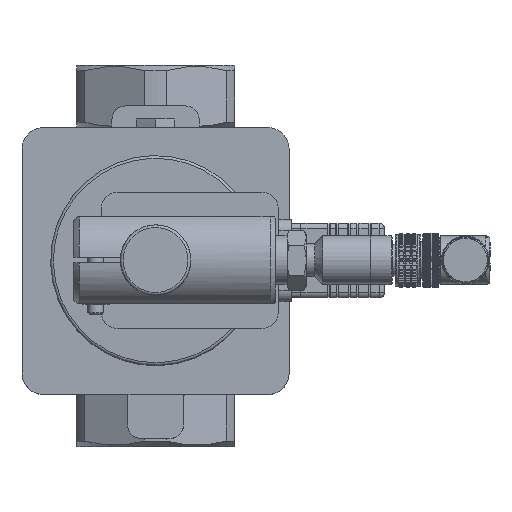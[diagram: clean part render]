
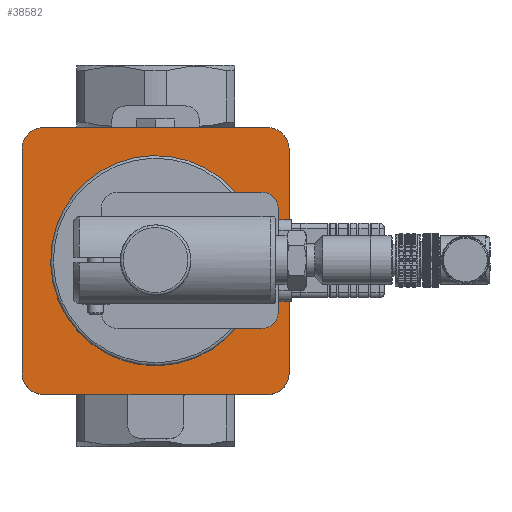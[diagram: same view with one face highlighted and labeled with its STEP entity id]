
A CAD part, top view. The second image highlights one B-rep face of the part: STEP entity #38582.
In plain terms, the highlighted planar face has unit normal (0, 0, 1).
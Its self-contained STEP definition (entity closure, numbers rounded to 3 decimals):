
#854=FACE_BOUND('',#7684,.T.);
#2887=PLANE('',#41933);
#5402=FACE_OUTER_BOUND('',#7683,.T.);
#7683=EDGE_LOOP('',(#33695,#33696,#33697,#33698,#33699,#33700,#33701,#33702));
#7684=EDGE_LOOP('',(#33703));
#9128=CIRCLE('',#41934,8.);
#9129=CIRCLE('',#41935,8.);
#9130=CIRCLE('',#41936,8.);
#9131=CIRCLE('',#41937,8.);
#9132=CIRCLE('',#41938,27.5);
#11724=LINE('',#87890,#14311);
#11725=LINE('',#87894,#14312);
#11726=LINE('',#87898,#14313);
#11727=LINE('',#87901,#14314);
#14311=VECTOR('',#51104,10.);
#14312=VECTOR('',#51107,10.);
#14313=VECTOR('',#51110,10.);
#14314=VECTOR('',#51113,10.);
#17733=VERTEX_POINT('',#87886);
#17734=VERTEX_POINT('',#87887);
#17735=VERTEX_POINT('',#87889);
#17736=VERTEX_POINT('',#87891);
#17737=VERTEX_POINT('',#87893);
#17738=VERTEX_POINT('',#87895);
#17739=VERTEX_POINT('',#87897);
#17740=VERTEX_POINT('',#87899);
#17741=VERTEX_POINT('',#87902);
#23076=EDGE_CURVE('',#17733,#17734,#9128,.T.);
#23077=EDGE_CURVE('',#17733,#17735,#11724,.T.);
#23078=EDGE_CURVE('',#17736,#17735,#9129,.T.);
#23079=EDGE_CURVE('',#17736,#17737,#11725,.T.);
#23080=EDGE_CURVE('',#17738,#17737,#9130,.T.);
#23081=EDGE_CURVE('',#17738,#17739,#11726,.T.);
#23082=EDGE_CURVE('',#17740,#17739,#9131,.T.);
#23083=EDGE_CURVE('',#17740,#17734,#11727,.T.);
#23084=EDGE_CURVE('',#17741,#17741,#9132,.T.);
#33695=ORIENTED_EDGE('',*,*,#23076,.F.);
#33696=ORIENTED_EDGE('',*,*,#23077,.T.);
#33697=ORIENTED_EDGE('',*,*,#23078,.F.);
#33698=ORIENTED_EDGE('',*,*,#23079,.T.);
#33699=ORIENTED_EDGE('',*,*,#23080,.F.);
#33700=ORIENTED_EDGE('',*,*,#23081,.T.);
#33701=ORIENTED_EDGE('',*,*,#23082,.F.);
#33702=ORIENTED_EDGE('',*,*,#23083,.T.);
#33703=ORIENTED_EDGE('',*,*,#23084,.F.);
#38582=ADVANCED_FACE('',(#5402,#854),#2887,.T.);
#41933=AXIS2_PLACEMENT_3D('',#87885,#51100,#51101);
#41934=AXIS2_PLACEMENT_3D('',#87888,#51102,#51103);
#41935=AXIS2_PLACEMENT_3D('',#87892,#51105,#51106);
#41936=AXIS2_PLACEMENT_3D('',#87896,#51108,#51109);
#41937=AXIS2_PLACEMENT_3D('',#87900,#51111,#51112);
#41938=AXIS2_PLACEMENT_3D('',#87903,#51114,#51115);
#51100=DIRECTION('center_axis',(0.,0.,
1.));
#51101=DIRECTION('ref_axis',(-1.,0.,0.));
#51102=DIRECTION('center_axis',(0.,0.,
-1.));
#51103=DIRECTION('ref_axis',(-0.707,0.707,0.));
#51104=DIRECTION('',(0.,-1.,0.));
#51105=DIRECTION('center_axis',(0.,0.,
-1.));
#51106=DIRECTION('ref_axis',(-0.707,-0.707,0.));
#51107=DIRECTION('',(1.,0.,0.));
#51108=DIRECTION('center_axis',(0.,0.,
-1.));
#51109=DIRECTION('ref_axis',(0.707,-0.707,0.));
#51110=DIRECTION('',(0.,1.,0.));
#51111=DIRECTION('center_axis',(0.,0.,
-1.));
#51112=DIRECTION('ref_axis',(0.707,0.707,0.));
#51113=DIRECTION('',(-1.,0.,0.));
#51114=DIRECTION('center_axis',(0.,0.,
1.));
#51115=DIRECTION('ref_axis',(0.,1.,0.));
#87885=CARTESIAN_POINT('Origin',(0.,38.25,74.1));
#87886=CARTESIAN_POINT('',(-49.,41.,74.1));
#87887=CARTESIAN_POINT('',(-41.,49.,74.1));
#87888=CARTESIAN_POINT('Origin',(-41.,41.,74.1));
#87889=CARTESIAN_POINT('',(-49.,-41.,74.1));
#87890=CARTESIAN_POINT('',(-49.,49.,74.1));
#87891=CARTESIAN_POINT('',(-41.,-49.,74.1));
#87892=CARTESIAN_POINT('Origin',(-41.,-41.,74.1));
#87893=CARTESIAN_POINT('',(41.,-49.,74.1));
#87894=CARTESIAN_POINT('',(-49.,-49.,74.1));
#87895=CARTESIAN_POINT('',(49.,-41.,74.1));
#87896=CARTESIAN_POINT('Origin',(41.,-41.,74.1));
#87897=CARTESIAN_POINT('',(49.,41.,74.1));
#87898=CARTESIAN_POINT('',(49.,-49.,74.1));
#87899=CARTESIAN_POINT('',(41.,49.,74.1));
#87900=CARTESIAN_POINT('Origin',(41.,41.,74.1));
#87901=CARTESIAN_POINT('',(49.,49.,74.1));
#87902=CARTESIAN_POINT('',(0.,-27.5,74.1));
#87903=CARTESIAN_POINT('Origin',(0.,0.,
74.1));
